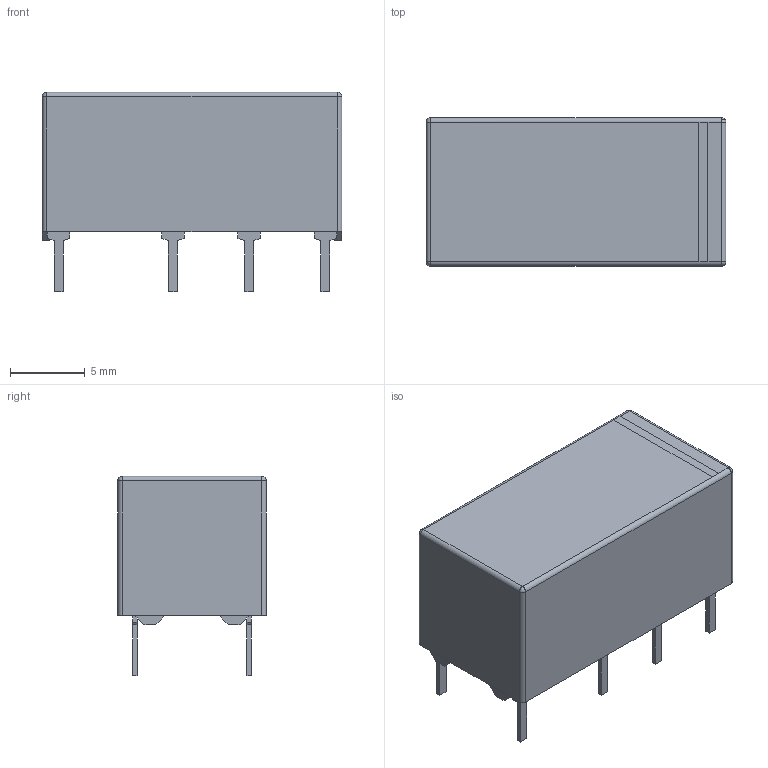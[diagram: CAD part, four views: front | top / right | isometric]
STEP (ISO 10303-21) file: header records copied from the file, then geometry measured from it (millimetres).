
FILE_DESCRIPTION((''),'2;1');
FILE_NAME('REL_PANASONIC_DS2E.stp','2013-11-11T11:39:46',(''),(''),'Mechanical Desktop 2011','Mechanical Desktop 2011',', , ');
FILE_SCHEMA(('AUTOMOTIVE_DESIGN { 1 2 10303 214 1 1 1 1 }'));
Length unit declared in the file: millimetre
Products named in the file (1): Product
Bounding box: 20 x 9.9 x 13.3 mm (x, y, z)
Volume: 1848.1 mm3; surface area: 1042.1 mm2
Topology: 14 solids, 14 shells, 135 faces, 308 edges, 199 vertices
Faces by surface type: plane 122, cylinder 8, sphere 5
Entity records: 3746 total; most frequent: CARTESIAN_POINT 641, ORIENTED_EDGE 612, DIRECTION 598, EDGE_CURVE 306, VECTOR 286, LINE 286, VERTEX_POINT 199, AXIS2_PLACEMENT_3D 156
